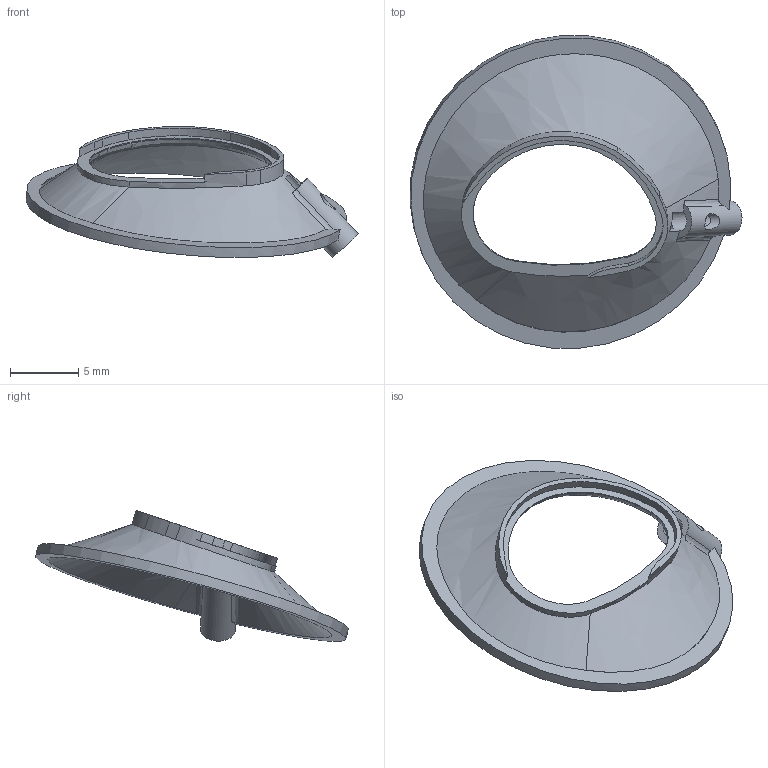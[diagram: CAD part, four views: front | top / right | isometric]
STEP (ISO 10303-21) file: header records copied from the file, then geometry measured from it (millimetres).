
FILE_DESCRIPTION(/* description */ (''),/* implementation_level */ '2;1');
FILE_NAME(/* name */ '0160-073-01_FR.step',/* time_stamp */ '2025-07-22T10:17:03+02:00',/* author */ (''),/* organization */ (''),/* preprocessor_version */ 'ST-DEVELOPER v20.1',/* originating_system */ 'Autodesk Translation Framework v14.10.0.0',/* authorisation */ '');
FILE_SCHEMA (('AUTOMOTIVE_DESIGN { 1 0 10303 214 3 1 1 }'));
Length unit declared in the file: millimetre
Products named in the file (1): 0160-073-01
Bounding box: 24.26 x 22.82 x 9.57 mm (x, y, z)
Volume: 234.8 mm3; surface area: 981.8 mm2
Topology: 1 solids, 2 shells, 75 faces, 219 edges, 144 vertices
Faces by surface type: bspline 52, cylinder 14, plane 9
Full cylindrical faces by diameter (mm): 1.2 x1, 1.535 x1, 2.535 x1
Entity records: 6670 total; most frequent: CARTESIAN_POINT 5007, ORIENTED_EDGE 438, EDGE_CURVE 219, DIRECTION 190, VERTEX_POINT 144, B_SPLINE_CURVE_WITH_KNOTS 128, EDGE_LOOP 79, FACE_OUTER_BOUND 75
